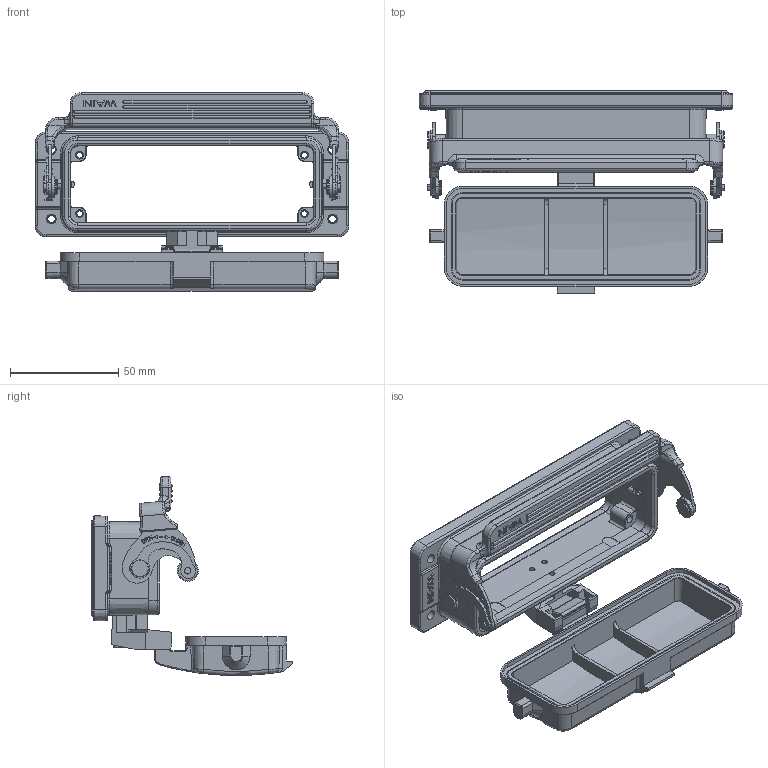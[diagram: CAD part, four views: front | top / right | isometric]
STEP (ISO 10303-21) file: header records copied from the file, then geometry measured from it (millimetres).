
FILE_DESCRIPTION((''),'2;1');
FILE_NAME('11','2020-07-02T',('sy.ji'),(''),'PRO/ENGINEER BY PARAMETRIC TECHNOLOGY CORPORATION, 2012480','PRO/ENGINEER BY PARAMETRIC TECHNOLOGY CORPORATION, 2012480','');
FILE_SCHEMA(('CONFIG_CONTROL_DESIGN'));
Length unit declared in the file: millimetre
Products named in the file (1): 11
Bounding box: 144.99 x 93.4 x 92.02 mm (x, y, z)
Volume: 167.4 mm3; surface area: 67777.1 mm2
Topology: 2 solids, 3 shells, 1647 faces, 4401 edges, 2824 vertices
Faces by surface type: plane 692, cylinder 459, extrusion 171, cone 112, torus 108, bspline 81, sphere 24
Entity records: 67226 total; most frequent: CARTESIAN_POINT 21607, ORIENTED_EDGE 8742, DIRECTION 7655, EDGE_CURVE 4373, VERTEX_POINT 2824, VECTOR 2599, AXIS2_PLACEMENT_3D 2528, LINE 2428
